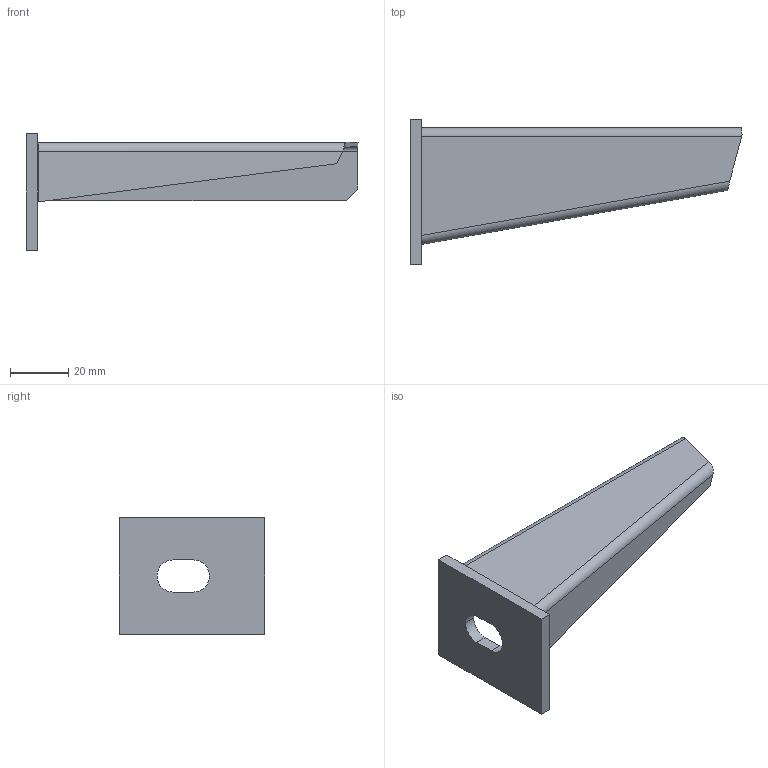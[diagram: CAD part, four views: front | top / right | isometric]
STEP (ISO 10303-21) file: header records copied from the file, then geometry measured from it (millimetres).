
FILE_DESCRIPTION((''),'2;1');
FILE_NAME('6420656_ORG_ASM','2012-06-19T',('AndreasKeweloh'),(''),'PRO/ENGINEER BY PARAMETRIC TECHNOLOGY CORPORATION, 2012060','PRO/ENGINEER BY PARAMETRIC TECHNOLOGY CORPORATION, 2012060','');
FILE_SCHEMA(('CONFIG_CONTROL_DESIGN'));
Length unit declared in the file: millimetre
Products named in the file (4): KOPFPLATTE; AUSLEGERFORMTEIL_ASAW_1511; AUSLEGER_ASM; 6420656_ORG_ASM
Assembly tree (3 placements, depth 3):
  6420656_ORG_ASM
    AUSLEGER_ASM
      KOPFPLATTE
      AUSLEGERFORMTEIL_ASAW_1511
Bounding box: 114 x 50 x 40 mm (x, y, z)
Volume: 16906.8 mm3; surface area: 17862.7 mm2
Topology: 2 solids, 2 shells, 33 faces, 83 edges, 54 vertices
Faces by surface type: plane 22, cylinder 8, bspline 3
Entity records: 1281 total; most frequent: CARTESIAN_POINT 374, DIRECTION 173, ORIENTED_EDGE 166, EDGE_CURVE 83, VECTOR 63, LINE 63, AXIS2_PLACEMENT_3D 55, VERTEX_POINT 54
